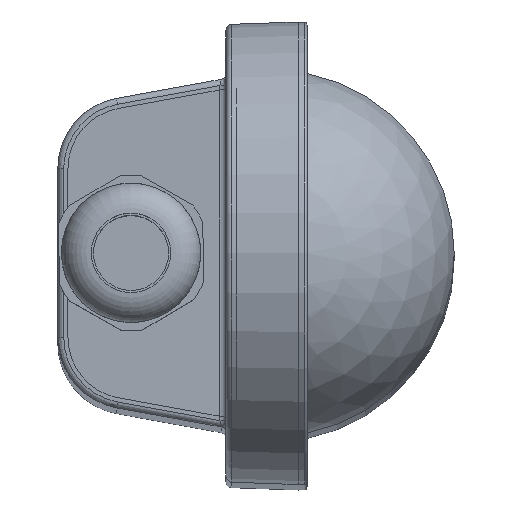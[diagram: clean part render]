
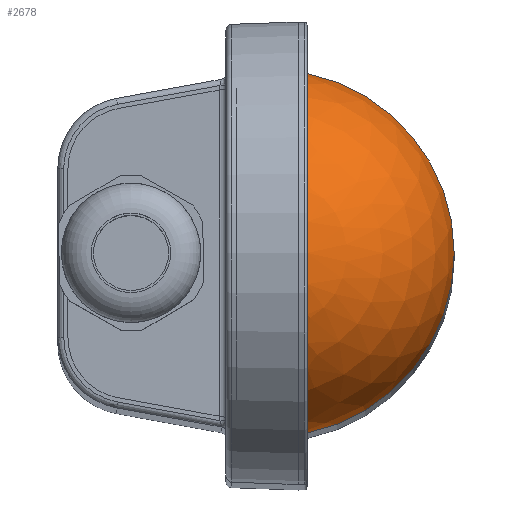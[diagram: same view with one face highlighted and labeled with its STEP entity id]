
A CAD part, top view. The second image highlights one B-rep face of the part: STEP entity #2678.
In plain terms, the highlighted spherical face has radius 30.5 mm.
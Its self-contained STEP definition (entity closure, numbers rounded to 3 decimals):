
#136 = VERTEX_POINT ( 'NONE', #1809 ) ;
#167 = SPHERICAL_SURFACE ( 'NONE', #906, 30.5 ) ;
#405 = DIRECTION ( 'NONE',  ( 1., 0., 0. ) ) ;
#441 = DIRECTION ( 'NONE',  ( 0., -1., 0. ) ) ;
#533 = EDGE_LOOP ( 'NONE', ( #3086, #4782 ) ) ;
#755 = DIRECTION ( 'NONE',  ( 0., 1., 0. ) ) ;
#906 = AXIS2_PLACEMENT_3D ( 'NONE', #2511, #755, #3447 ) ;
#1587 = EDGE_CURVE ( 'NONE', #136, #4942, #1704, .T. ) ;
#1664 = CIRCLE ( 'NONE', #4522, 30.5 ) ;
#1704 = CIRCLE ( 'NONE', #2566, 29.904 ) ;
#1809 = CARTESIAN_POINT ( 'NONE',  ( 29.904, 261., -41.5 ) ) ;
#2454 = FACE_OUTER_BOUND ( 'NONE', #533, .T. ) ;
#2511 = CARTESIAN_POINT ( 'NONE',  ( 0., 261., -35.5 ) ) ;
#2524 = DIRECTION ( 'NONE',  ( 0., -1., 0. ) ) ;
#2566 = AXIS2_PLACEMENT_3D ( 'NONE', #3431, #3904, #2524 ) ;
#2678 = ADVANCED_FACE ( 'NONE', ( #2454 ), #167, .T. ) ;
#3086 = ORIENTED_EDGE ( 'NONE', *, *, #5430, .F. ) ;
#3431 = CARTESIAN_POINT ( 'NONE',  ( 0., 261., -41.5 ) ) ;
#3447 = DIRECTION ( 'NONE',  ( 1., 0., 0. ) ) ;
#3904 = DIRECTION ( 'NONE',  ( 0., 0., 1. ) ) ;
#4036 = CARTESIAN_POINT ( 'NONE',  ( 0., 261., -35.5 ) ) ;
#4139 = CARTESIAN_POINT ( 'NONE',  ( -29.904, 261., -41.5 ) ) ;
#4522 = AXIS2_PLACEMENT_3D ( 'NONE', #4036, #441, #405 ) ;
#4782 = ORIENTED_EDGE ( 'NONE', *, *, #1587, .F. ) ;
#4942 = VERTEX_POINT ( 'NONE', #4139 ) ;
#5430 = EDGE_CURVE ( 'NONE', #4942, #136, #1664, .T. ) ;
